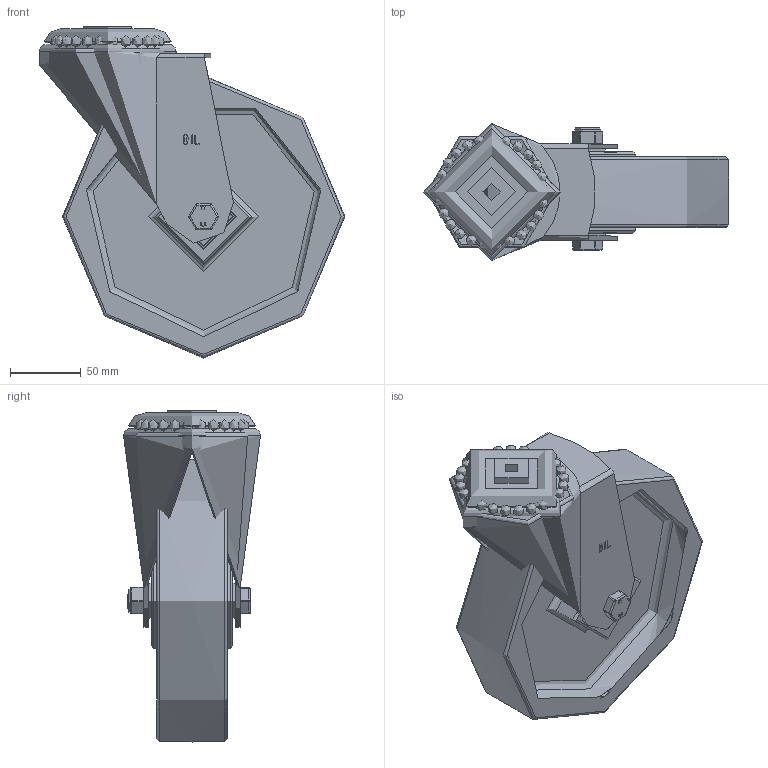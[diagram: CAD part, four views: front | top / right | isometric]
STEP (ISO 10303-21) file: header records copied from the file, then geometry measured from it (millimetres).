
FILE_DESCRIPTION(/* description */ ('','CAx-IF Rec.Pracs.---Representation and Presentation of Product Manufacturing Information (PMI)---4.0---2014-10-13'),/* implementation_level */ '2;1');
FILE_NAME(/* name */ 'BZMM200PNBJBH12.step',/* time_stamp */ '2024-12-16T10:01:22Z',/* author */ (''),/* organization */ (''),/* preprocessor_version */ 'ST-DEVELOPER v20',/* originating_system */ 'Autodesk Translation Framework v13.20.0.188',/* authorisation */ '');
FILE_SCHEMA (('AP242_MANAGED_MODEL_BASED_3D_ENGINEERING_MIM_LF { 1 0 10303 442 1 1 4 }'));
Length unit declared in the file: millimetre
Products named in the file (36): BZMM200PNBJBH12; BZH200WPNBJM20 v1; BZH200WPNBJ; POLYURETHANE TYRE; NYLON RIM; BSM20XM30; ZINC PLATED BEARING SPACER; BEARING6204; BEARING62042; BALL BEARINGS (1); BEARING6204 (1); BEARING62042 (1); BALL BEARINGS (1) (1); Component3; INNER; OUTER; MIDDLE; RUBBER; HEXBOLTM12X80Z8.8 v2; GRADE 8.8 ZINC PLATED BOLT; NYLOCM12Z v1; NYLOC NUT; NUT; RUBBER (1); TH20X2X12 v1; ZINC PLATED HEADED SPACER (2); TH20X2X12 v1 (1); ZINC PLATED HEADED SPACER (3); BZMM200ASBH12 - 62 v1; ZINC PLATED, PRESSED STEEL HEAD (1); ZINC PLATED, PRESSED STEEL HEAD Geometry (1); BALL BEARINGS (2); BALL BEARINGS2 (1); Component2 (1); Component1 (1); ZINC PLATED, PRESSED STEEL FORKS (1)
Assembly tree (97 placements, depth 6):
  BZMM200PNBJBH12
    BZH200WPNBJM20 v1
      BZH200WPNBJ
        POLYURETHANE TYRE
        NYLON RIM
      BSM20XM30
        ZINC PLATED BEARING SPACER
      BEARING6204
        BEARING62042
          INNER
          OUTER
          BALL BEARINGS (1)
            Component3  x8
          MIDDLE
          RUBBER
      BEARING6204 (1)
        BEARING62042 (1)
          BALL BEARINGS (1) (1)
            Component3  x8
          INNER
          OUTER
          MIDDLE
          RUBBER
    HEXBOLTM12X80Z8.8 v2
      GRADE 8.8 ZINC PLATED BOLT
    NYLOCM12Z v1
      NYLOC NUT
        NUT
        RUBBER (1)
    TH20X2X12 v1
      ZINC PLATED HEADED SPACER (2)
    TH20X2X12 v1 (1)
      ZINC PLATED HEADED SPACER (3)
    BZMM200ASBH12 - 62 v1
      ZINC PLATED, PRESSED STEEL HEAD (1)
        ZINC PLATED, PRESSED STEEL HEAD Geometry (1)
        BALL BEARINGS (2)
          Component1 (1)  x25
          BALL BEARINGS2 (1)
            Component2 (1)  x20
      ZINC PLATED, PRESSED STEEL FORKS (1)
Bounding box: 216.5 x 97 x 235 mm (x, y, z)
Volume: 973324.4 mm3; surface area: 328540.5 mm2
Topology: 81 solids, 81 shells, 1085 faces, 2738 edges, 1813 vertices
Faces by surface type: plane 404, bspline 343, cylinder 193, sphere 111, torus 25, cone 9
Full cylindrical faces by diameter (mm): 9.836 x18, 11.834 x18, 12 x3, 12.2 x3, 12.3 x2, 14 x2, 18 x1, 18.5 x1, 19.8 x2, 20 x2, 21.5 x1, 24 x1, 25 x2, 25.4 x1, 27 x2, 28.5 x8, 30.8 x4, 31.3 x4, 34 x1, 39 x1, 40.3 x4, 40.5 x4, 40.8 x4, 41.5 x1, 42 x10, 47 x4, 51 x1, 58 x1, 63 x1, 68 x2
Entity records: 28826 total; most frequent: CARTESIAN_POINT 12638, ORIENTED_EDGE 3284, DIRECTION 2764, EDGE_CURVE 1642, VERTEX_POINT 1089, AXIS2_PLACEMENT_3D 1024, EDGE_LOOP 823, LINE 716
